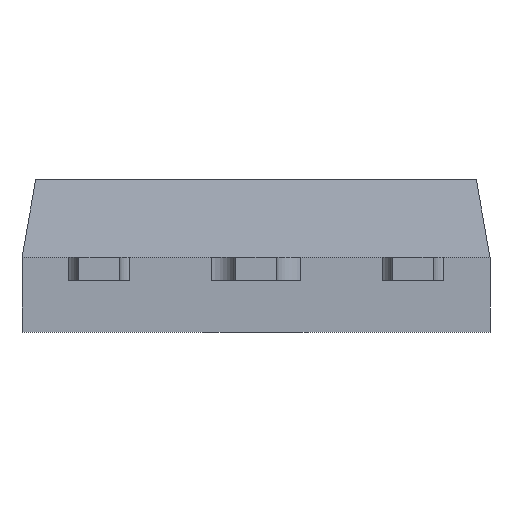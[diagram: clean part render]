
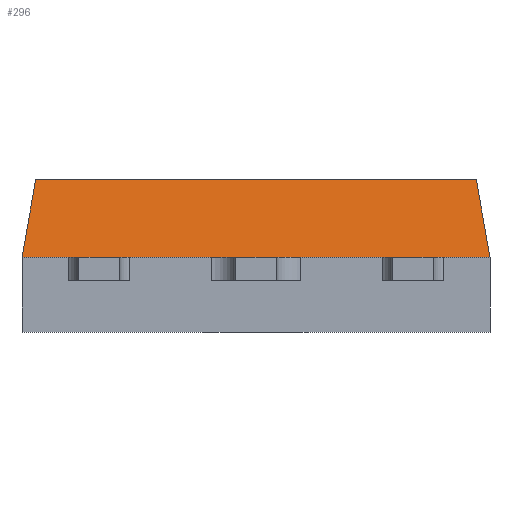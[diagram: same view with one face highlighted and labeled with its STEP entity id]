
A CAD part, front view. The second image highlights one B-rep face of the part: STEP entity #296.
In plain terms, the highlighted planar face has unit normal (0, -0.985, 0.174).
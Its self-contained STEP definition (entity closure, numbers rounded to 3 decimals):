
#42 = CARTESIAN_POINT ( 'NONE',  ( 0., -10.54, 2.6 ) ) ;
#57 = LINE ( 'NONE', #139, #761 ) ;
#139 = CARTESIAN_POINT ( 'NONE',  ( 7.892, -10.302, 3.95 ) ) ;
#175 = VECTOR ( 'NONE', #317, 1000. ) ;
#190 = VERTEX_POINT ( 'NONE', #1264 ) ;
#255 = EDGE_CURVE ( 'NONE', #451, #1322, #1560, .T. ) ;
#296 = ADVANCED_FACE ( 'NONE', ( #802 ), #1592, .F. ) ;
#317 = DIRECTION ( 'NONE',  ( 1., 0., 0. ) ) ;
#350 = VECTOR ( 'NONE', #1643, 1000. ) ;
#365 = DIRECTION ( 'NONE',  ( -0.171, -0.171, -0.97 ) ) ;
#394 = ORIENTED_EDGE ( 'NONE', *, *, #852, .T. ) ;
#451 = VERTEX_POINT ( 'NONE', #1063 ) ;
#550 = CARTESIAN_POINT ( 'NONE',  ( 0., -10.54, 2.6 ) ) ;
#553 = VECTOR ( 'NONE', #365, 1000. ) ;
#615 = ORIENTED_EDGE ( 'NONE', *, *, #1067, .T. ) ;
#668 = CARTESIAN_POINT ( 'NONE',  ( 8.13, -10.54, 2.6 ) ) ;
#724 = ORIENTED_EDGE ( 'NONE', *, *, #255, .T. ) ;
#740 = AXIS2_PLACEMENT_3D ( 'NONE', #550, #820, #916 ) ;
#761 = VECTOR ( 'NONE', #907, 1000. ) ;
#768 = CARTESIAN_POINT ( 'NONE',  ( 0., -10.064, 5.3 ) ) ;
#780 = ORIENTED_EDGE ( 'NONE', *, *, #1296, .F. ) ;
#802 = FACE_OUTER_BOUND ( 'NONE', #1103, .T. ) ;
#820 = DIRECTION ( 'NONE',  ( 0., 0.985, -0.174 ) ) ;
#852 = EDGE_CURVE ( 'NONE', #190, #451, #888, .T. ) ;
#872 = CARTESIAN_POINT ( 'NONE',  ( -7.821, -10.231, 4.35 ) ) ;
#888 = LINE ( 'NONE', #872, #553 ) ;
#907 = DIRECTION ( 'NONE',  ( 0.171, -0.171, -0.97 ) ) ;
#916 = DIRECTION ( 'NONE',  ( 0., 0.174, 0.985 ) ) ;
#992 = LINE ( 'NONE', #768, #350 ) ;
#1063 = CARTESIAN_POINT ( 'NONE',  ( -8.13, -10.54, 2.6 ) ) ;
#1067 = EDGE_CURVE ( 'NONE', #1107, #190, #992, .T. ) ;
#1103 = EDGE_LOOP ( 'NONE', ( #615, #394, #724, #780 ) ) ;
#1107 = VERTEX_POINT ( 'NONE', #1652 ) ;
#1264 = CARTESIAN_POINT ( 'NONE',  ( -7.654, -10.064, 5.3 ) ) ;
#1296 = EDGE_CURVE ( 'NONE', #1107, #1322, #57, .T. ) ;
#1322 = VERTEX_POINT ( 'NONE', #668 ) ;
#1560 = LINE ( 'NONE', #42, #175 ) ;
#1592 = PLANE ( 'NONE',  #740 ) ;
#1643 = DIRECTION ( 'NONE',  ( -1., 0., 0. ) ) ;
#1652 = CARTESIAN_POINT ( 'NONE',  ( 7.654, -10.064, 5.3 ) ) ;
